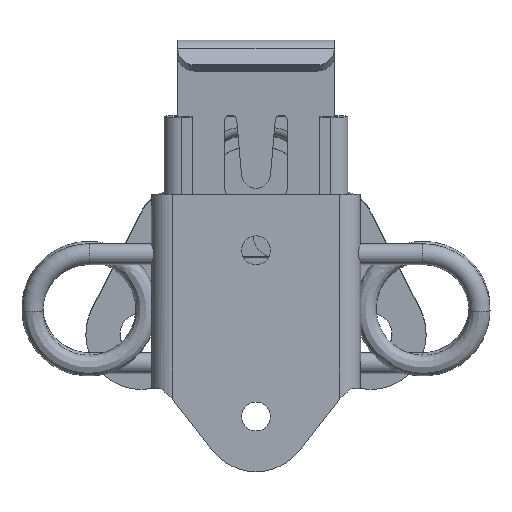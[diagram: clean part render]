
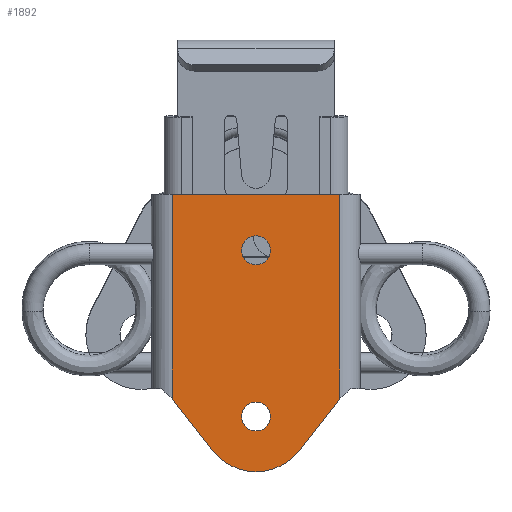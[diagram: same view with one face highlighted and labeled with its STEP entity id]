
A CAD part, front view. The second image highlights one B-rep face of the part: STEP entity #1892.
In plain terms, the highlighted planar face has unit normal (0, -1, 0).
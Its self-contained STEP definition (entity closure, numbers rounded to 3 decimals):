
#1883 = ORIENTED_EDGE ( 'NONE', *, *, #1884, .T. ) ;
#1884 = EDGE_CURVE ( 'NONE', #2041, #1960, #7442, .T. ) ;
#1885 = ORIENTED_EDGE ( 'NONE', *, *, #1976, .T. ) ;
#1886 = ORIENTED_EDGE ( 'NONE', *, *, #1887, .T. ) ;
#1887 = EDGE_CURVE ( 'NONE', #1986, #1977, #7437, .T. ) ;
#1888 = EDGE_LOOP ( 'NONE', ( #1889, #2036, #2001, #2016, #2006, #2025, #2076 ) ) ;
#1889 = ORIENTED_EDGE ( 'NONE', *, *, #2000, .F. ) ;
#1892 = ADVANCED_FACE ( 'NONE', ( #7428, #7427, #7426 ), #7491, .F. ) ;
#1893 = EDGE_LOOP ( 'NONE', ( #1894, #1883 ) ) ;
#1894 = ORIENTED_EDGE ( 'NONE', *, *, #1959, .T. ) ;
#1895 = EDGE_LOOP ( 'NONE', ( #1885, #1886 ) ) ;
#1918 = VERTEX_POINT ( 'NONE', #7458 ) ;
#1921 = EDGE_CURVE ( 'NONE', #1943, #1922, #7519, .T. ) ;
#1922 = VERTEX_POINT ( 'NONE', #7514 ) ;
#1928 = EDGE_CURVE ( 'NONE', #1922, #1929, #7503, .T. ) ;
#1929 = VERTEX_POINT ( 'NONE', #7499 ) ;
#1943 = VERTEX_POINT ( 'NONE', #7539 ) ;
#1959 = EDGE_CURVE ( 'NONE', #1960, #2041, #7565, .T. ) ;
#1960 = VERTEX_POINT ( 'NONE', #7560 ) ;
#1976 = EDGE_CURVE ( 'NONE', #1977, #1986, #7598, .T. ) ;
#1977 = VERTEX_POINT ( 'NONE', #7593 ) ;
#1986 = VERTEX_POINT ( 'NONE', #7641 ) ;
#1998 = VERTEX_POINT ( 'NONE', #7620 ) ;
#2000 = EDGE_CURVE ( 'NONE', #1998, #1918, #7619, .T. ) ;
#2001 = ORIENTED_EDGE ( 'NONE', *, *, #1928, .F. ) ;
#2006 = ORIENTED_EDGE ( 'NONE', *, *, #2033, .F. ) ;
#2007 = VERTEX_POINT ( 'NONE', #7671 ) ;
#2016 = ORIENTED_EDGE ( 'NONE', *, *, #1921, .F. ) ;
#2025 = ORIENTED_EDGE ( 'NONE', *, *, #2026, .F. ) ;
#2026 = EDGE_CURVE ( 'NONE', #2034, #2007, #7705, .T. ) ;
#2030 = EDGE_CURVE ( 'NONE', #1918, #2034, #7701, .T. ) ;
#2033 = EDGE_CURVE ( 'NONE', #2007, #1943, #7683, .T. ) ;
#2034 = VERTEX_POINT ( 'NONE', #7684 ) ;
#2035 = EDGE_CURVE ( 'NONE', #1998, #1929, #7678, .T. ) ;
#2036 = ORIENTED_EDGE ( 'NONE', *, *, #2035, .T. ) ;
#2041 = VERTEX_POINT ( 'NONE', #7725 ) ;
#2076 = ORIENTED_EDGE ( 'NONE', *, *, #2030, .F. ) ;
#7426 = FACE_OUTER_BOUND ( 'NONE', #1888, .T. ) ;
#7427 = FACE_BOUND ( 'NONE', #1895, .T. ) ;
#7428 = FACE_BOUND ( 'NONE', #1893, .T. ) ;
#7433 = DIRECTION ( 'NONE',  ( 0., 0., 1. ) ) ;
#7434 = DIRECTION ( 'NONE',  ( 0., 1., 0. ) ) ;
#7435 = CARTESIAN_POINT ( 'NONE',  ( 0., 0., -25.4 ) ) ;
#7436 = AXIS2_PLACEMENT_3D ( 'NONE', #7435, #7434, #7433 ) ;
#7437 = CIRCLE ( 'NONE', #7436, 1.65 ) ;
#7438 = DIRECTION ( 'NONE',  ( 0., 0., 1. ) ) ;
#7439 = DIRECTION ( 'NONE',  ( 0., 1., 0. ) ) ;
#7440 = CARTESIAN_POINT ( 'NONE',  ( 0., 0., -6.4 ) ) ;
#7441 = AXIS2_PLACEMENT_3D ( 'NONE', #7440, #7439, #7438 ) ;
#7442 = CIRCLE ( 'NONE', #7441, 1.65 ) ;
#7458 = CARTESIAN_POINT ( 'NONE',  ( 9.55, 0., 0. ) ) ;
#7487 = DIRECTION ( 'NONE',  ( 0., 0., 1. ) ) ;
#7488 = DIRECTION ( 'NONE',  ( 0., 1., 0. ) ) ;
#7489 = CARTESIAN_POINT ( 'NONE',  ( 17.122, 0., -19.3 ) ) ;
#7490 = AXIS2_PLACEMENT_3D ( 'NONE', #7489, #7488, #7487 ) ;
#7491 = PLANE ( 'NONE',  #7490 ) ;
#7499 = CARTESIAN_POINT ( 'NONE',  ( -9.55, 0., -23.409 ) ) ;
#7500 = DIRECTION ( 'NONE',  ( -0.616, 0., 0.788 ) ) ;
#7501 = VECTOR ( 'NONE', #7500, 1000. ) ;
#7502 = CARTESIAN_POINT ( 'NONE',  ( -10.495, 0., -22.2 ) ) ;
#7503 = LINE ( 'NONE', #7502, #7501 ) ;
#7514 = CARTESIAN_POINT ( 'NONE',  ( -4.964, 0., -29.279 ) ) ;
#7515 = DIRECTION ( 'NONE',  ( 0., 0., -1. ) ) ;
#7516 = DIRECTION ( 'NONE',  ( 0., 1., 0. ) ) ;
#7517 = CARTESIAN_POINT ( 'NONE',  ( 0., 0., -25.4 ) ) ;
#7518 = AXIS2_PLACEMENT_3D ( 'NONE', #7517, #7516, #7515 ) ;
#7519 = CIRCLE ( 'NONE', #7518, 6.3 ) ;
#7539 = CARTESIAN_POINT ( 'NONE',  ( 0., 0., -31.7 ) ) ;
#7560 = CARTESIAN_POINT ( 'NONE',  ( 0., 0., -8.05 ) ) ;
#7561 = DIRECTION ( 'NONE',  ( 0., 0., 1. ) ) ;
#7562 = DIRECTION ( 'NONE',  ( 0., 1., 0. ) ) ;
#7563 = CARTESIAN_POINT ( 'NONE',  ( 0., 0., -6.4 ) ) ;
#7564 = AXIS2_PLACEMENT_3D ( 'NONE', #7563, #7562, #7561 ) ;
#7565 = CIRCLE ( 'NONE', #7564, 1.65 ) ;
#7593 = CARTESIAN_POINT ( 'NONE',  ( 0., 0., -27.05 ) ) ;
#7594 = DIRECTION ( 'NONE',  ( 0., 0., 1. ) ) ;
#7595 = DIRECTION ( 'NONE',  ( 0., 1., 0. ) ) ;
#7596 = CARTESIAN_POINT ( 'NONE',  ( 0., 0., -25.4 ) ) ;
#7597 = AXIS2_PLACEMENT_3D ( 'NONE', #7596, #7595, #7594 ) ;
#7598 = CIRCLE ( 'NONE', #7597, 1.65 ) ;
#7617 = DIRECTION ( 'NONE',  ( 1., 0., 0. ) ) ;
#7618 = CARTESIAN_POINT ( 'NONE',  ( -12.82, 0., 0. ) ) ;
#7619 = LINE ( 'NONE', #7618, #7677 ) ;
#7620 = CARTESIAN_POINT ( 'NONE',  ( -9.55, 0., 0. ) ) ;
#7641 = CARTESIAN_POINT ( 'NONE',  ( 0., 0., -23.75 ) ) ;
#7671 = CARTESIAN_POINT ( 'NONE',  ( 4.964, 0., -29.279 ) ) ;
#7677 = VECTOR ( 'NONE', #7617, 1000. ) ;
#7678 = LINE ( 'NONE', #7743, #7742 ) ;
#7679 = DIRECTION ( 'NONE',  ( 0., 0., -1. ) ) ;
#7680 = DIRECTION ( 'NONE',  ( 0., 1., 0. ) ) ;
#7681 = CARTESIAN_POINT ( 'NONE',  ( 0., 0., -25.4 ) ) ;
#7682 = AXIS2_PLACEMENT_3D ( 'NONE', #7681, #7680, #7679 ) ;
#7683 = CIRCLE ( 'NONE', #7682, 6.3 ) ;
#7684 = CARTESIAN_POINT ( 'NONE',  ( 9.55, 0., -23.409 ) ) ;
#7693 = DIRECTION ( 'NONE',  ( 0., 0., -1. ) ) ;
#7694 = VECTOR ( 'NONE', #7693, 1000. ) ;
#7695 = CARTESIAN_POINT ( 'NONE',  ( 9.55, 0., -19.3 ) ) ;
#7701 = LINE ( 'NONE', #7695, #7694 ) ;
#7702 = DIRECTION ( 'NONE',  ( -0.616, 0., -0.788 ) ) ;
#7703 = VECTOR ( 'NONE', #7702, 1000. ) ;
#7704 = CARTESIAN_POINT ( 'NONE',  ( 4.964, 0., -29.279 ) ) ;
#7705 = LINE ( 'NONE', #7704, #7703 ) ;
#7725 = CARTESIAN_POINT ( 'NONE',  ( 0., 0., -4.75 ) ) ;
#7741 = DIRECTION ( 'NONE',  ( 0., 0., -1. ) ) ;
#7742 = VECTOR ( 'NONE', #7741, 1000. ) ;
#7743 = CARTESIAN_POINT ( 'NONE',  ( -9.55, 0., -19.3 ) ) ;
